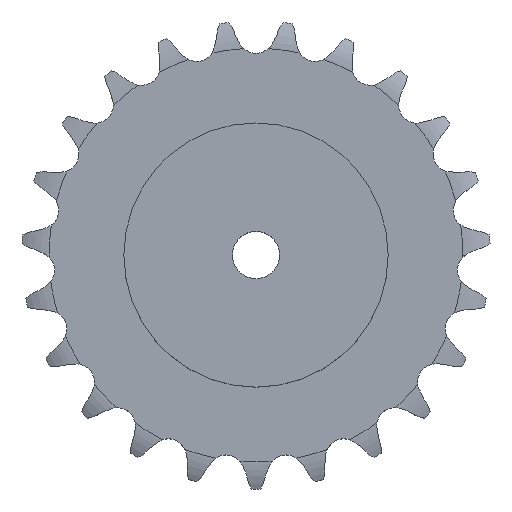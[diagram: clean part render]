
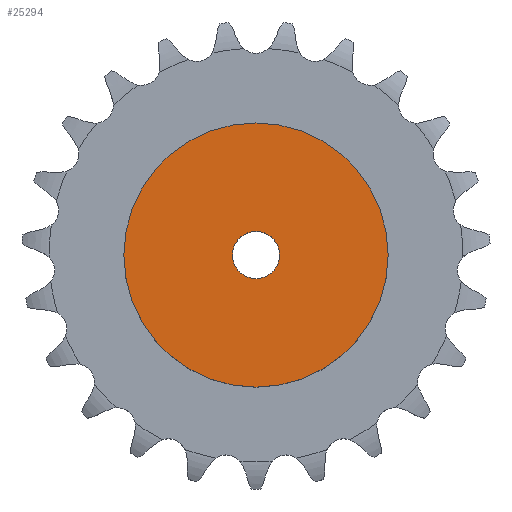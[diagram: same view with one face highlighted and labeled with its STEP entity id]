
A CAD part, top view. The second image highlights one B-rep face of the part: STEP entity #25294.
In plain terms, the highlighted planar face has unit normal (0, 0, 1).
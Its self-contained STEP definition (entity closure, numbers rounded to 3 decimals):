
#3231 = CYLINDRICAL_SURFACE('',#3232,70.);
#3232 = AXIS2_PLACEMENT_3D('',#3233,#3234,#3235);
#3233 = CARTESIAN_POINT('',(0.,0.,0.));
#3234 = DIRECTION('',(-0.,-0.,-1.));
#3235 = DIRECTION('',(1.,0.,0.));
#16132 = VERTEX_POINT('',#16133);
#16133 = CARTESIAN_POINT('',(70.,0.,55.));
#16154 = EDGE_CURVE('',#16132,#16132,#16155,.T.);
#16155 = SURFACE_CURVE('',#16156,(#16161,#16168),.PCURVE_S1.);
#16156 = CIRCLE('',#16157,70.);
#16157 = AXIS2_PLACEMENT_3D('',#16158,#16159,#16160);
#16158 = CARTESIAN_POINT('',(0.,0.,55.));
#16159 = DIRECTION('',(0.,0.,1.));
#16160 = DIRECTION('',(1.,0.,0.));
#16161 = PCURVE('',#3231,#16162);
#16162 = DEFINITIONAL_REPRESENTATION('',(#16163),#16167);
#16163 = LINE('',#16164,#16165);
#16164 = CARTESIAN_POINT('',(-0.,-55.));
#16165 = VECTOR('',#16166,1.);
#16166 = DIRECTION('',(-1.,0.));
#16167 = ( GEOMETRIC_REPRESENTATION_CONTEXT(2) 
PARAMETRIC_REPRESENTATION_CONTEXT() REPRESENTATION_CONTEXT('2D SPACE',''
  ) );
#16168 = PCURVE('',#16169,#16174);
#16169 = PLANE('',#16170);
#16170 = AXIS2_PLACEMENT_3D('',#16171,#16172,#16173);
#16171 = CARTESIAN_POINT('',(0.,0.,55.)
  );
#16172 = DIRECTION('',(0.,0.,1.));
#16173 = DIRECTION('',(1.,0.,0.));
#16174 = DEFINITIONAL_REPRESENTATION('',(#16175),#16179);
#16175 = CIRCLE('',#16176,70.);
#16176 = AXIS2_PLACEMENT_2D('',#16177,#16178);
#16177 = CARTESIAN_POINT('',(0.,0.));
#16178 = DIRECTION('',(1.,0.));
#16179 = ( GEOMETRIC_REPRESENTATION_CONTEXT(2) 
PARAMETRIC_REPRESENTATION_CONTEXT() REPRESENTATION_CONTEXT('2D SPACE',''
  ) );
#21565 = CYLINDRICAL_SURFACE('',#21566,12.5);
#21566 = AXIS2_PLACEMENT_3D('',#21567,#21568,#21569);
#21567 = CARTESIAN_POINT('',(0.,0.,383.007));
#21568 = DIRECTION('',(0.,0.,1.));
#21569 = DIRECTION('',(1.,0.,0.));
#25294 = ADVANCED_FACE('',(#25295,#25298),#16169,.T.);
#25295 = FACE_BOUND('',#25296,.T.);
#25296 = EDGE_LOOP('',(#25297));
#25297 = ORIENTED_EDGE('',*,*,#16154,.T.);
#25298 = FACE_BOUND('',#25299,.T.);
#25299 = EDGE_LOOP('',(#25300));
#25300 = ORIENTED_EDGE('',*,*,#25301,.F.);
#25301 = EDGE_CURVE('',#25302,#25302,#25304,.T.);
#25302 = VERTEX_POINT('',#25303);
#25303 = CARTESIAN_POINT('',(12.5,0.,55.));
#25304 = SURFACE_CURVE('',#25305,(#25310,#25317),.PCURVE_S1.);
#25305 = CIRCLE('',#25306,12.5);
#25306 = AXIS2_PLACEMENT_3D('',#25307,#25308,#25309);
#25307 = CARTESIAN_POINT('',(0.,0.,55.));
#25308 = DIRECTION('',(0.,0.,1.));
#25309 = DIRECTION('',(1.,0.,0.));
#25310 = PCURVE('',#16169,#25311);
#25311 = DEFINITIONAL_REPRESENTATION('',(#25312),#25316);
#25312 = CIRCLE('',#25313,12.5);
#25313 = AXIS2_PLACEMENT_2D('',#25314,#25315);
#25314 = CARTESIAN_POINT('',(0.,0.));
#25315 = DIRECTION('',(1.,0.));
#25316 = ( GEOMETRIC_REPRESENTATION_CONTEXT(2) 
PARAMETRIC_REPRESENTATION_CONTEXT() REPRESENTATION_CONTEXT('2D SPACE',''
  ) );
#25317 = PCURVE('',#21565,#25318);
#25318 = DEFINITIONAL_REPRESENTATION('',(#25319),#25323);
#25319 = LINE('',#25320,#25321);
#25320 = CARTESIAN_POINT('',(0.,-328.007));
#25321 = VECTOR('',#25322,1.);
#25322 = DIRECTION('',(1.,0.));
#25323 = ( GEOMETRIC_REPRESENTATION_CONTEXT(2) 
PARAMETRIC_REPRESENTATION_CONTEXT() REPRESENTATION_CONTEXT('2D SPACE',''
  ) );
